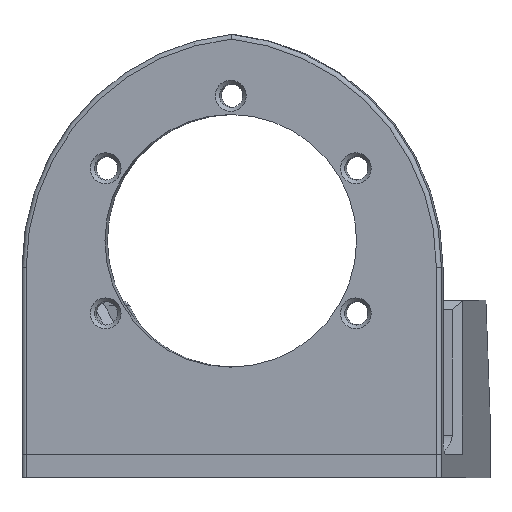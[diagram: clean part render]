
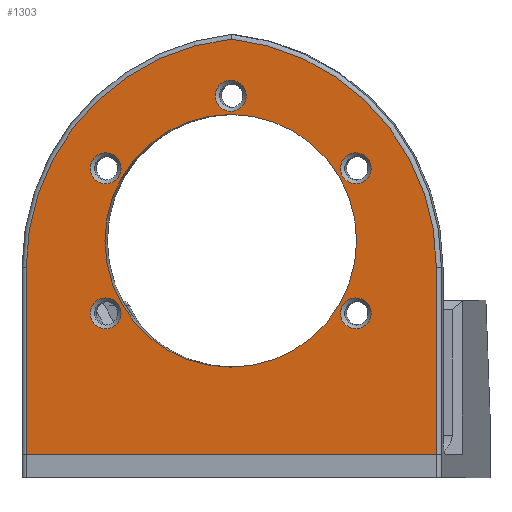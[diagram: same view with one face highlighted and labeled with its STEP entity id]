
A CAD part, left-side view. The second image highlights one B-rep face of the part: STEP entity #1303.
In plain terms, the highlighted planar face has unit normal (-0.996, 0.087, 0).
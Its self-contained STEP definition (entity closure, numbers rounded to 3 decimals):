
#1075=CARTESIAN_POINT('',(-109.34,335.791,66.872));
#1076=VERTEX_POINT('',#1075);
#1102=CARTESIAN_POINT('',(-107.423,357.707,42.5));
#1103=VERTEX_POINT('',#1102);
#1111=CARTESIAN_POINT('',(-109.558,333.3,42.5));
#1112=DIRECTION('',(-0.996,0.087,0.));
#1113=DIRECTION('',(0.,0.,-1.));
#1114=AXIS2_PLACEMENT_3D('',#1111,#1112,#1113);
#1115=CIRCLE('',#1114,24.5);
#1116=EDGE_CURVE('',#1076,#1103,#1115,.T.);
#1126=CARTESIAN_POINT('',(-111.258,313.874,42.5));
#1127=VERTEX_POINT('',#1126);
#1143=CARTESIAN_POINT('',(-109.123,338.281,42.5));
#1144=DIRECTION('',(-0.996,0.087,0.));
#1145=DIRECTION('',(0.,0.,-1.));
#1146=AXIS2_PLACEMENT_3D('',#1143,#1144,#1145);
#1147=CIRCLE('',#1146,24.5);
#1148=EDGE_CURVE('',#1127,#1076,#1147,.T.);
#1158=CARTESIAN_POINT('',(-107.423,357.707,22.5));
#1159=VERTEX_POINT('',#1158);
#1182=CARTESIAN_POINT('',(-111.258,313.874,22.5));
#1183=VERTEX_POINT('',#1182);
#1201=CARTESIAN_POINT('',(-109.335,335.85,45.31));
#1202=DIRECTION('',(-0.996,0.087,0.));
#1203=DIRECTION('',(-0.087,-0.996,0.));
#1204=AXIS2_PLACEMENT_3D('',#1201,#1202,#1203);
#1205=PLANE('',#1204);
#1206=CARTESIAN_POINT('',(-109.479,334.206,60.81));
#1207=VERTEX_POINT('',#1206);
#1208=CARTESIAN_POINT('',(-109.335,335.85,60.81));
#1209=DIRECTION('',(0.996,-0.087,-0.));
#1210=DIRECTION('',(-0.087,-0.996,0.));
#1211=AXIS2_PLACEMENT_3D('',#1208,#1209,#1210);
#1212=CIRCLE('',#1211,1.65);
#1213=EDGE_CURVE('',#1207,#1207,#1212,.T.);
#1214=ORIENTED_EDGE('',*,*,#1213,.T.);
#1215=EDGE_LOOP('',(#1214));
#1216=FACE_BOUND('',#1215,.T.);
#1217=CARTESIAN_POINT('',(-108.309,347.579,37.56));
#1218=VERTEX_POINT('',#1217);
#1219=CARTESIAN_POINT('',(-108.165,349.222,37.56));
#1220=DIRECTION('',(0.996,-0.087,-0.));
#1221=DIRECTION('',(-0.087,-0.996,0.));
#1222=AXIS2_PLACEMENT_3D('',#1219,#1220,#1221);
#1223=CIRCLE('',#1222,1.65);
#1224=EDGE_CURVE('',#1218,#1218,#1223,.T.);
#1225=ORIENTED_EDGE('',*,*,#1224,.T.);
#1226=EDGE_LOOP('',(#1225));
#1227=FACE_BOUND('',#1226,.T.);
#1228=CARTESIAN_POINT('',(-108.309,347.579,53.06));
#1229=VERTEX_POINT('',#1228);
#1230=CARTESIAN_POINT('',(-108.165,349.222,53.06));
#1231=DIRECTION('',(0.996,-0.087,-0.));
#1232=DIRECTION('',(-0.087,-0.996,0.));
#1233=AXIS2_PLACEMENT_3D('',#1230,#1231,#1232);
#1234=CIRCLE('',#1233,1.65);
#1235=EDGE_CURVE('',#1229,#1229,#1234,.T.);
#1236=ORIENTED_EDGE('',*,*,#1235,.T.);
#1237=EDGE_LOOP('',(#1236));
#1238=FACE_BOUND('',#1237,.T.);
#1239=CARTESIAN_POINT('',(-110.649,320.834,37.56));
#1240=VERTEX_POINT('',#1239);
#1241=CARTESIAN_POINT('',(-110.505,322.478,37.56));
#1242=DIRECTION('',(0.996,-0.087,-0.));
#1243=DIRECTION('',(-0.087,-0.996,0.));
#1244=AXIS2_PLACEMENT_3D('',#1241,#1242,#1243);
#1245=CIRCLE('',#1244,1.65);
#1246=EDGE_CURVE('',#1240,#1240,#1245,.T.);
#1247=ORIENTED_EDGE('',*,*,#1246,.T.);
#1248=EDGE_LOOP('',(#1247));
#1249=FACE_BOUND('',#1248,.T.);
#1250=CARTESIAN_POINT('',(-110.649,320.834,53.06));
#1251=VERTEX_POINT('',#1250);
#1252=CARTESIAN_POINT('',(-110.505,322.478,53.06));
#1253=DIRECTION('',(0.996,-0.087,-0.));
#1254=DIRECTION('',(-0.087,-0.996,0.));
#1255=AXIS2_PLACEMENT_3D('',#1252,#1253,#1254);
#1256=CIRCLE('',#1255,1.65);
#1257=EDGE_CURVE('',#1251,#1251,#1256,.T.);
#1258=ORIENTED_EDGE('',*,*,#1257,.T.);
#1259=EDGE_LOOP('',(#1258));
#1260=FACE_BOUND('',#1259,.T.);
#1261=CARTESIAN_POINT('',(-109.335,335.85,58.81));
#1262=VERTEX_POINT('',#1261);
#1263=CARTESIAN_POINT('',(-110.512,322.401,45.31));
#1264=VERTEX_POINT('',#1263);
#1265=CARTESIAN_POINT('',(-109.335,335.85,45.31));
#1266=DIRECTION('',(-0.996,0.087,0.));
#1267=DIRECTION('',(-0.087,-0.996,0.));
#1268=AXIS2_PLACEMENT_3D('',#1265,#1266,#1267);
#1269=CIRCLE('',#1268,13.5);
#1270=EDGE_CURVE('',#1262,#1264,#1269,.T.);
#1271=ORIENTED_EDGE('',*,*,#1270,.F.);
#1272=CARTESIAN_POINT('',(-109.335,335.85,45.31));
#1273=DIRECTION('',(-0.996,0.087,0.));
#1274=DIRECTION('',(-0.087,-0.996,0.));
#1275=AXIS2_PLACEMENT_3D('',#1272,#1273,#1274);
#1276=CIRCLE('',#1275,13.5);
#1277=EDGE_CURVE('',#1264,#1262,#1276,.T.);
#1278=ORIENTED_EDGE('',*,*,#1277,.F.);
#1279=EDGE_LOOP('',(#1271,#1278));
#1280=FACE_BOUND('',#1279,.T.);
#1281=CARTESIAN_POINT('',(-111.258,313.874,22.5));
#1282=DIRECTION('',(0.087,0.996,-0.));
#1283=VECTOR('',#1282,44.);
#1284=LINE('',#1281,#1283);
#1285=EDGE_CURVE('',#1183,#1159,#1284,.T.);
#1286=ORIENTED_EDGE('',*,*,#1285,.F.);
#1287=CARTESIAN_POINT('',(-111.258,313.874,22.5));
#1288=DIRECTION('',(0.,0.,1.));
#1289=VECTOR('',#1288,20.);
#1290=LINE('',#1287,#1289);
#1291=EDGE_CURVE('',#1183,#1127,#1290,.T.);
#1292=ORIENTED_EDGE('',*,*,#1291,.T.);
#1293=ORIENTED_EDGE('',*,*,#1148,.T.);
#1294=ORIENTED_EDGE('',*,*,#1116,.T.);
#1295=CARTESIAN_POINT('',(-107.423,357.707,42.5));
#1296=DIRECTION('',(-0.,-0.,-1.));
#1297=VECTOR('',#1296,20.);
#1298=LINE('',#1295,#1297);
#1299=EDGE_CURVE('',#1103,#1159,#1298,.T.);
#1300=ORIENTED_EDGE('',*,*,#1299,.T.);
#1301=EDGE_LOOP('',(#1286,#1292,#1293,#1294,#1300));
#1302=FACE_BOUND('',#1301,.T.);
#1303=ADVANCED_FACE('',(#1216,#1227,#1238,#1249,#1260,#1280,#1302),#1205,.T.);
